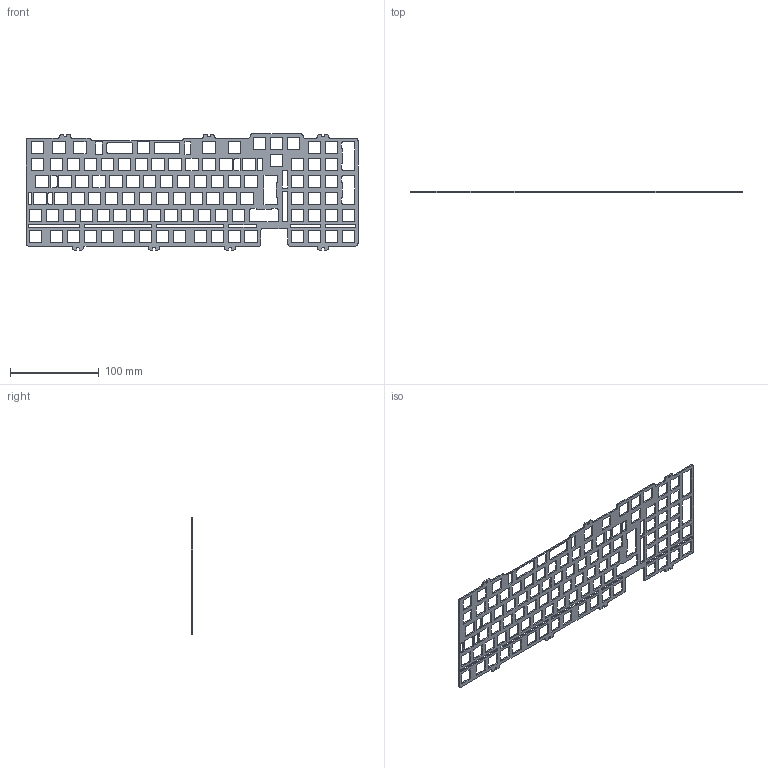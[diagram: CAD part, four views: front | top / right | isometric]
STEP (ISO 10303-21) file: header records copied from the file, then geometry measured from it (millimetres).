
FILE_DESCRIPTION (( 'STEP AP214' ), '1' );
FILE_NAME ('hbcp_dexie_plate.STEP', '2020-06-10T16:13:22', ( '' ), ( '' ), 'SwSTEP 2.0', 'SolidWorks 2019', '' );
FILE_SCHEMA (( 'AUTOMOTIVE_DESIGN' ));
Length unit declared in the file: millimetre
Products named in the file (1): hbcp_dexie_plate
Bounding box: 374.02 x 1.6 x 130.78 mm (x, y, z)
Volume: 35444.8 mm3; surface area: 57010.1 mm2
Topology: 1 solids, 1 shells, 1086 faces, 3252 edges, 2168 vertices
Faces by surface type: plane 555, cylinder 531
Entity records: 47681 total; most frequent: CARTESIAN_POINT 6507, ORIENTED_EDGE 6504, DIRECTION 6488, EDGE_CURVE 3252, VECTOR 2190, LINE 2190, VERTEX_POINT 2168, AXIS2_PLACEMENT_3D 2149
